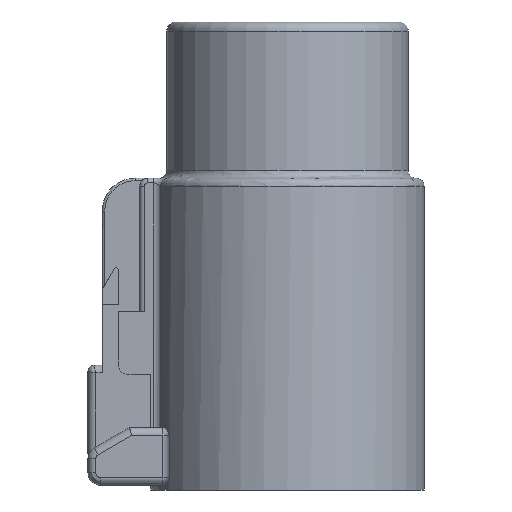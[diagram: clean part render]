
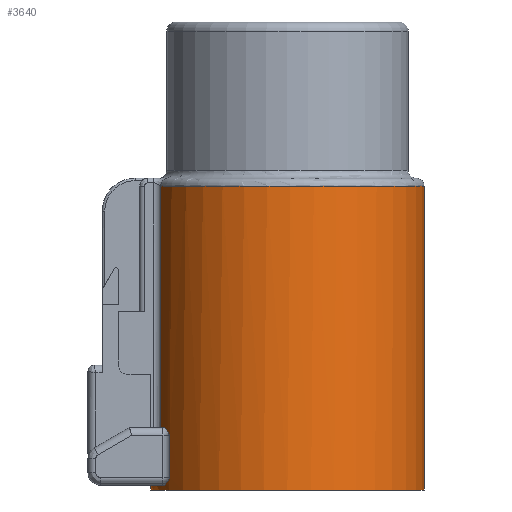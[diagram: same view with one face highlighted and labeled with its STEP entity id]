
A CAD part, left-side view. The second image highlights one B-rep face of the part: STEP entity #3640.
In plain terms, the highlighted cylindrical face has radius 11.113 mm (diameter 22.225 mm), a partial arc.
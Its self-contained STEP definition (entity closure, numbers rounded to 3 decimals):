
#1103=DIRECTION('',(0.,0.,-1.));
#1104=VECTOR('',#1103,24.714);
#1105=CARTESIAN_POINT('',(0.,-11.113,-13.335));
#1106=LINE('',#1105,#1104);
#1107=DIRECTION('',(0.,0.,-1.));
#1108=VECTOR('',#1107,0.381);
#1109=CARTESIAN_POINT('',(0.,11.113,-37.668));
#1110=LINE('',#1109,#1108);
#1111=CARTESIAN_POINT('',(0.,0.,-37.668));
#1112=DIRECTION('',(0.,0.,1.));
#1113=DIRECTION('',(0.,1.,0.));
#1114=AXIS2_PLACEMENT_3D('',#1111,#1112,#1113);
#1116=CARTESIAN_POINT('',(-4.7,10.07,-37.668));
#1117=CARTESIAN_POINT('',(-4.76,10.042,-37.668));
#1118=CARTESIAN_POINT('',(-4.881,9.984,
-37.652));
#1119=CARTESIAN_POINT('',(-5.076,9.886,
-37.574));
#1120=CARTESIAN_POINT('',(-5.27,9.784,
-37.44));
#1121=CARTESIAN_POINT('',(-5.459,9.68,
-37.256));
#1122=CARTESIAN_POINT('',(-5.582,9.609,
-37.11));
#1123=CARTESIAN_POINT('',(-5.646,9.571,-37.033));
#1125=DIRECTION('',(0.,0.,1.));
#1126=VECTOR('',#1125,3.429);
#1127=CARTESIAN_POINT('',(-5.646,9.571,-37.033));
#1128=LINE('',#1127,#1126);
#1129=CARTESIAN_POINT('',(-5.646,9.571,-33.604));
#1130=CARTESIAN_POINT('',(-5.582,9.609,
-33.528));
#1131=CARTESIAN_POINT('',(-5.459,9.68,
-33.382));
#1132=CARTESIAN_POINT('',(-5.27,9.784,
-33.197));
#1133=CARTESIAN_POINT('',(-5.076,9.886,
-33.063));
#1134=CARTESIAN_POINT('',(-4.881,9.984,
-32.985));
#1135=CARTESIAN_POINT('',(-4.76,10.042,-32.969));
#1136=CARTESIAN_POINT('',(-4.7,10.07,-32.969));
#1138=CARTESIAN_POINT('',(0.,0.,-32.969));
#1139=DIRECTION('',(0.,0.,1.));
#1140=DIRECTION('',(-0.378,0.926,0.));
#1141=AXIS2_PLACEMENT_3D('',#1138,#1139,#1140);
#1143=DIRECTION('',(0.,0.,1.));
#1144=VECTOR('',#1143,19.634);
#1145=CARTESIAN_POINT('',(-4.205,10.286,-32.969));
#1146=LINE('',#1145,#1144);
#1147=CARTESIAN_POINT('',(0.,0.,-13.335));
#1148=DIRECTION('',(0.,0.,-1.));
#1149=DIRECTION('',(0.,-1.,0.));
#1150=AXIS2_PLACEMENT_3D('',#1147,#1148,#1149);
#1182=CARTESIAN_POINT('',(-4.205,10.286,
-13.335));
#1579=CARTESIAN_POINT('',(0.,0.,-38.049));
#1580=DIRECTION('',(0.,0.,-1.));
#1581=DIRECTION('',(0.,-1.,0.));
#1582=AXIS2_PLACEMENT_3D('',#1579,#1580,#1581);
#1876=CARTESIAN_POINT('',(0.,-11.113,-38.049));
#1877=CARTESIAN_POINT('',(0.,11.113,-38.049));
#1878=VERTEX_POINT('',#1876);
#1879=VERTEX_POINT('',#1877);
#1896=CARTESIAN_POINT('',(0.,11.113,-37.668));
#1897=VERTEX_POINT('',#1896);
#2124=CARTESIAN_POINT('',(-4.7,10.07,-37.668));
#2125=VERTEX_POINT('',#2124);
#2128=CARTESIAN_POINT('',(-5.646,9.571,-37.033));
#2129=VERTEX_POINT('',#2128);
#2130=CARTESIAN_POINT('',(-5.646,9.571,-33.604));
#2131=VERTEX_POINT('',#2130);
#2210=VERTEX_POINT('',#1182);
#2256=CARTESIAN_POINT('',(0.,-11.113,-13.335));
#2257=VERTEX_POINT('',#2256);
#2258=CARTESIAN_POINT('',(-4.205,10.286,-32.969));
#2259=VERTEX_POINT('',#2258);
#2264=CARTESIAN_POINT('',(-4.7,10.07,-32.969));
#2265=VERTEX_POINT('',#2264);
#3620=CARTESIAN_POINT('',(0.,0.,-39.952));
#3621=DIRECTION('',(0.,0.,1.));
#3622=DIRECTION('',(0.,1.,0.));
#3623=AXIS2_PLACEMENT_3D('',#3620,#3621,#3622);
#3624=CYLINDRICAL_SURFACE('',#3623,11.113);
#3626=ORIENTED_EDGE('',*,*,#3625,.F.);
#3627=ORIENTED_EDGE('',*,*,#3182,.T.);
#3629=ORIENTED_EDGE('',*,*,#3628,.T.);
#3630=ORIENTED_EDGE('',*,*,#3178,.F.);
#3631=ORIENTED_EDGE('',*,*,#3153,.T.);
#3632=ORIENTED_EDGE('',*,*,#3612,.T.);
#3633=ORIENTED_EDGE('',*,*,#3601,.T.);
#3634=ORIENTED_EDGE('',*,*,#3587,.T.);
#3635=ORIENTED_EDGE('',*,*,#3091,.F.);
#3637=ORIENTED_EDGE('',*,*,#3636,.T.);
#3638=EDGE_LOOP('',(#3626,#3627,#3629,#3630,#3631,#3632,#3633,#3634,#3635,
#3637));
#3639=FACE_OUTER_BOUND('',#3638,.F.);
#3640=ADVANCED_FACE('',(#3639),#3624,.T.);
#1115=CIRCLE('',#1114,11.113);
#1124=B_SPLINE_CURVE_WITH_KNOTS('',3,(#1116,#1117,#1118,#1119,#1120,#1121,#1122,
#1123),.UNSPECIFIED.,.F.,.F.,(4,1,1,1,1,4),(0.,0.2,0.4,0.6,0.8,1.),
.UNSPECIFIED.);
#1137=B_SPLINE_CURVE_WITH_KNOTS('',3,(#1129,#1130,#1131,#1132,#1133,#1134,#1135,
#1136),.UNSPECIFIED.,.F.,.F.,(4,1,1,1,1,4),(0.,0.2,0.4,0.6,0.8,1.),
.UNSPECIFIED.);
#1142=CIRCLE('',#1141,11.113);
#1151=CIRCLE('',#1150,11.113);
#1583=CIRCLE('',#1582,11.113);
#3091=EDGE_CURVE('',#2259,#2265,#1142,.T.);
#3153=EDGE_CURVE('',#1897,#2125,#1115,.T.);
#3178=EDGE_CURVE('',#1897,#1879,#1110,.T.);
#3182=EDGE_CURVE('',#2257,#1878,#1106,.T.);
#3587=EDGE_CURVE('',#2131,#2265,#1137,.T.);
#3601=EDGE_CURVE('',#2129,#2131,#1128,.T.);
#3612=EDGE_CURVE('',#2125,#2129,#1124,.T.);
#3625=EDGE_CURVE('',#2257,#2210,#1151,.T.);
#3628=EDGE_CURVE('',#1878,#1879,#1583,.T.);
#3636=EDGE_CURVE('',#2259,#2210,#1146,.T.);
